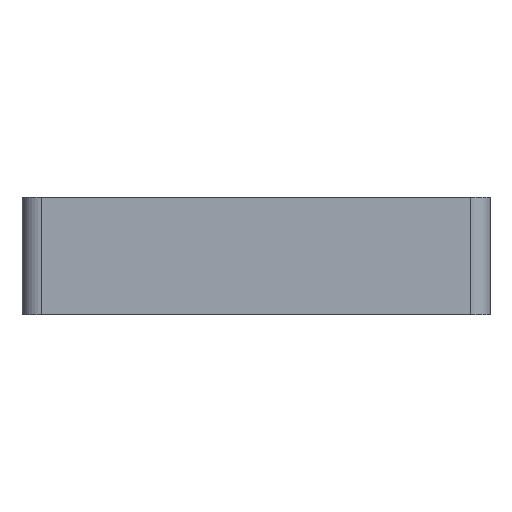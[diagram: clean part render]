
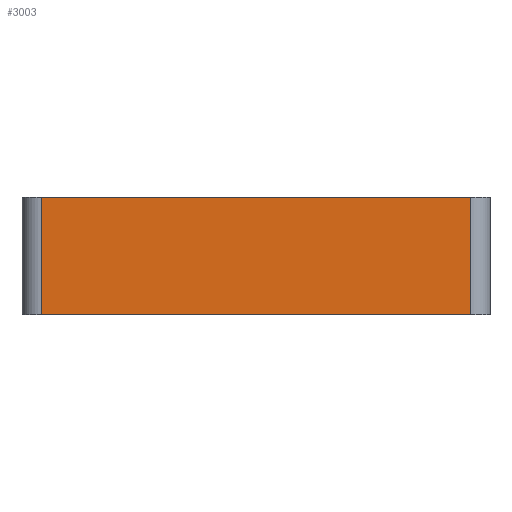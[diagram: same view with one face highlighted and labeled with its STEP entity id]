
A CAD part, left-side view. The second image highlights one B-rep face of the part: STEP entity #3003.
In plain terms, the highlighted planar face has unit normal (-1, 0, 0).
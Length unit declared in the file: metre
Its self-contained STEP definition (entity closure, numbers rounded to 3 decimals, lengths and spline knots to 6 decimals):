
#496=ORIENTED_EDGE('',*,*,#1357,.T.);
#497=ORIENTED_EDGE('',*,*,#1358,.F.);
#498=ORIENTED_EDGE('',*,*,#1359,.F.);
#499=ORIENTED_EDGE('',*,*,#1355,.T.);
#1355=EDGE_CURVE('',#1773,#1772,#2032,.T.);
#1357=EDGE_CURVE('',#1772,#1774,#2033,.T.);
#1358=EDGE_CURVE('',#1775,#1774,#2034,.T.);
#1359=EDGE_CURVE('',#1773,#1775,#2035,.T.);
#1772=VERTEX_POINT('',#4858);
#1773=VERTEX_POINT('',#4860);
#1774=VERTEX_POINT('',#4864);
#1775=VERTEX_POINT('',#4866);
#2032=LINE('',#4859,#2324);
#2033=LINE('',#4863,#2325);
#2034=LINE('',#4865,#2326);
#2035=LINE('',#4867,#2327);
#2324=VECTOR('',#3821,1.);
#2325=VECTOR('',#3826,1.);
#2326=VECTOR('',#3827,1.);
#2327=VECTOR('',#3828,1.);
#2503=EDGE_LOOP('',(#496,#497,#498,#499));
#2713=FACE_BOUND('',#2503,.T.);
#2911=PLANE('',#3262);
#3003=ADVANCED_FACE('',(#2713),#2911,.F.);
#3262=AXIS2_PLACEMENT_3D('',#4862,#3824,#3825);
#3821=DIRECTION('',(0.,0.,-1.));
#3824=DIRECTION('',(1.,0.,0.));
#3825=DIRECTION('',(0.,0.,-1.));
#3826=DIRECTION('',(0.,-1.,0.));
#3827=DIRECTION('',(0.,0.,-1.));
#3828=DIRECTION('',(0.,-1.,0.));
#4858=CARTESIAN_POINT('',(-0.075775,0.040063,0.));
#4859=CARTESIAN_POINT('',(-0.075775,0.040063,0.003175));
#4860=CARTESIAN_POINT('',(-0.075775,0.040063,0.0381));
#4862=CARTESIAN_POINT('',(-0.075775,-0.029787,0.003175));
#4863=CARTESIAN_POINT('',(-0.075775,-0.029787,0.));
#4864=CARTESIAN_POINT('',(-0.075775,-0.099637,0.));
#4865=CARTESIAN_POINT('',(-0.075775,-0.099637,0.003175));
#4866=CARTESIAN_POINT('',(-0.075775,-0.099637,0.0381));
#4867=CARTESIAN_POINT('',(-0.075775,-0.029787,0.0381));
